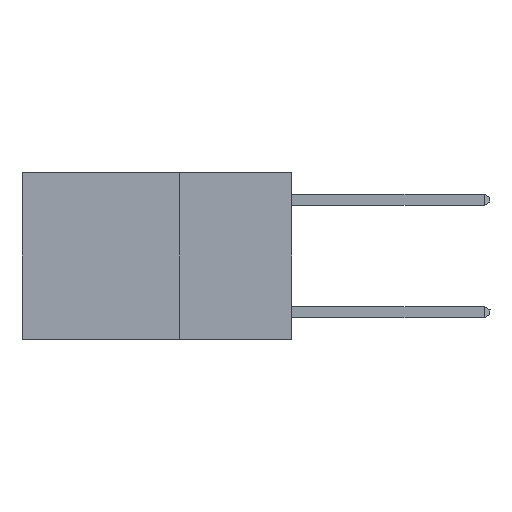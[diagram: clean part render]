
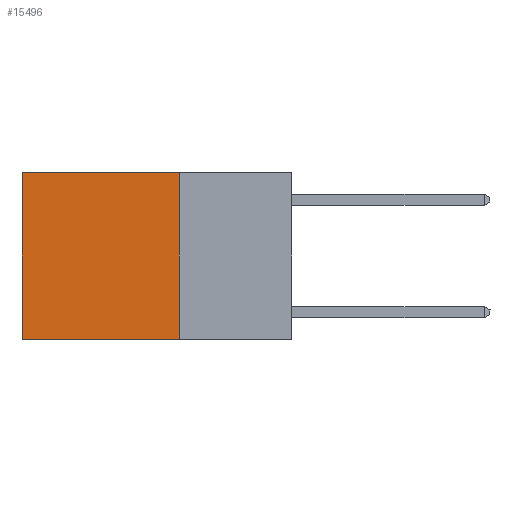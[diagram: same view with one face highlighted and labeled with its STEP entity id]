
A CAD part, left-side view. The second image highlights one B-rep face of the part: STEP entity #15496.
In plain terms, the highlighted planar face has unit normal (-1, 0, 0).
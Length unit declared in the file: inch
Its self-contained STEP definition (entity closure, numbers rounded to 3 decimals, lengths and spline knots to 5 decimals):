
#13 = EDGE_CURVE ( 'NONE', #6938, #17307, #14325, .T. ) ;
#98 = DIRECTION ( 'NONE',  ( 0., 0., -1. ) ) ;
#458 = EDGE_CURVE ( 'NONE', #17307, #7180, #11209, .T. ) ;
#832 = ORIENTED_EDGE ( 'NONE', *, *, #458, .T. ) ;
#1361 = CARTESIAN_POINT ( 'NONE',  ( 0.2625, 0.25, 0. ) ) ;
#1450 = EDGE_CURVE ( 'NONE', #10739, #7180, #5559, .T. ) ;
#1766 = DIRECTION ( 'NONE',  ( 0., 0., -1. ) ) ;
#1851 = LINE ( 'NONE', #8277, #10015 ) ;
#3054 = DIRECTION ( 'NONE',  ( 0., 0., -1. ) ) ;
#3928 = CARTESIAN_POINT ( 'NONE',  ( 0.2625, 0.25, 0. ) ) ;
#4773 = FACE_OUTER_BOUND ( 'NONE', #12417, .T. ) ;
#5489 = VECTOR ( 'NONE', #14872, 39.37008 ) ;
#5559 = LINE ( 'NONE', #11680, #5489 ) ;
#6294 = ORIENTED_EDGE ( 'NONE', *, *, #13, .T. ) ;
#6340 = AXIS2_PLACEMENT_3D ( 'NONE', #1361, #12772, #3054 ) ;
#6938 = VERTEX_POINT ( 'NONE', #18103 ) ;
#7180 = VERTEX_POINT ( 'NONE', #10794 ) ;
#7888 = PLANE ( 'NONE',  #6340 ) ;
#8277 = CARTESIAN_POINT ( 'NONE',  ( 0.2625, 0.25, 0. ) ) ;
#9452 = EDGE_CURVE ( 'NONE', #6938, #10739, #1851, .T. ) ;
#10015 = VECTOR ( 'NONE', #98, 39.37008 ) ;
#10739 = VERTEX_POINT ( 'NONE', #12150 ) ;
#10794 = CARTESIAN_POINT ( 'NONE',  ( 0.2625, 0.6, -0.37 ) ) ;
#11114 = VECTOR ( 'NONE', #1766, 39.37008 ) ;
#11194 = CARTESIAN_POINT ( 'NONE',  ( 0.2625, 0.6, 0. ) ) ;
#11209 = LINE ( 'NONE', #20794, #11114 ) ;
#11680 = CARTESIAN_POINT ( 'NONE',  ( 0.2625, 0.25, -0.37 ) ) ;
#12150 = CARTESIAN_POINT ( 'NONE',  ( 0.2625, 0.25, -0.37 ) ) ;
#12417 = EDGE_LOOP ( 'NONE', ( #832, #14715, #15201, #6294 ) ) ;
#12772 = DIRECTION ( 'NONE',  ( 1., 0., 0. ) ) ;
#14256 = VECTOR ( 'NONE', #16960, 39.37008 ) ;
#14325 = LINE ( 'NONE', #3928, #14256 ) ;
#14715 = ORIENTED_EDGE ( 'NONE', *, *, #1450, .F. ) ;
#14872 = DIRECTION ( 'NONE',  ( 0., 1., 0. ) ) ;
#15201 = ORIENTED_EDGE ( 'NONE', *, *, #9452, .F. ) ;
#15496 = ADVANCED_FACE ( 'NONE', ( #4773 ), #7888, .F. ) ;
#16960 = DIRECTION ( 'NONE',  ( 0., 1., 0. ) ) ;
#17307 = VERTEX_POINT ( 'NONE', #11194 ) ;
#18103 = CARTESIAN_POINT ( 'NONE',  ( 0.2625, 0.25, 0. ) ) ;
#20794 = CARTESIAN_POINT ( 'NONE',  ( 0.2625, 0.6, 0. ) ) ;
